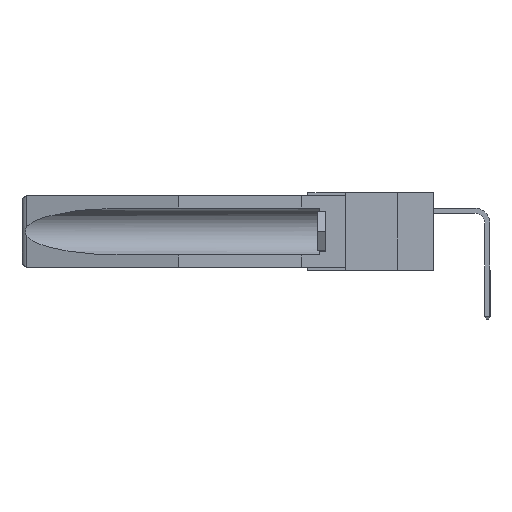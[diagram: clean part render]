
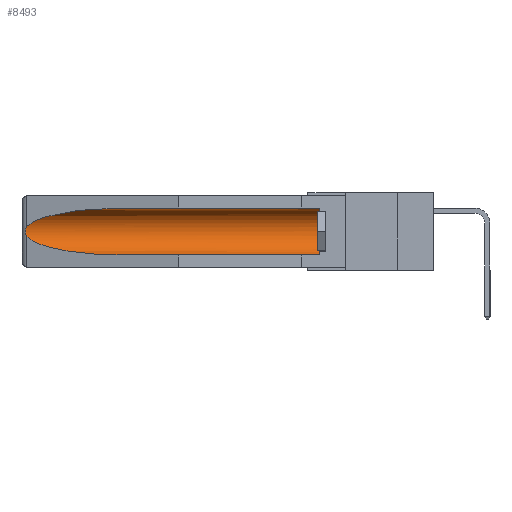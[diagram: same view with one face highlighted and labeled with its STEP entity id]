
A CAD part, left-side view. The second image highlights one B-rep face of the part: STEP entity #8493.
In plain terms, the highlighted cylindrical face has radius 2.857 mm (diameter 5.715 mm), a partial arc.
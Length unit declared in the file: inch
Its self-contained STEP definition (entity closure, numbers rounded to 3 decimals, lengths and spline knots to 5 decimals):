
#97 = CARTESIAN_POINT ( 'NONE',  ( 0.155, 0.126, -0.1715 ) ) ;
#583 = CARTESIAN_POINT ( 'NONE',  ( 0.155, -0.30754, -0.1715 ) ) ;
#622 = CIRCLE ( 'NONE', #27014, 0.1125 ) ;
#2139 = CARTESIAN_POINT ( 'NONE',  ( 0.25451, 1.48313, -0.24835 ) ) ;
#2678 = CARTESIAN_POINT ( 'NONE',  ( 0.26597, 1.52961, -0.15275 ) ) ;
#2753 = CARTESIAN_POINT ( 'NONE',  ( 0.155, 0.126, -0.284 ) ) ;
#2773 = CARTESIAN_POINT ( 'NONE',  ( 0.26654, 1.53092, -0.15636 ) ) ;
#2871 = ORIENTED_EDGE ( 'NONE', *, *, #18113, .T. ) ;
#4450 = FACE_OUTER_BOUND ( 'NONE', #8225, .T. ) ;
#4536 = EDGE_CURVE ( 'NONE', #15294, #5145, #15274, .T. ) ;
#4697 = CARTESIAN_POINT ( 'NONE',  ( 0.155, -0.30754, -0.059 ) ) ;
#4898 = ORIENTED_EDGE ( 'NONE', *, *, #13812, .T. ) ;
#5145 = VERTEX_POINT ( 'NONE', #6884 ) ;
#6612 = DIRECTION ( 'NONE',  ( 0., 0., 1. ) ) ;
#6884 = CARTESIAN_POINT ( 'NONE',  ( 0.155, 1.07973, -0.059 ) ) ;
#7187 = DIRECTION ( 'NONE',  ( 0., 0., 1. ) ) ;
#7288 = VERTEX_POINT ( 'NONE', #8958 ) ;
#8225 = EDGE_LOOP ( 'NONE', ( #18739, #12969, #2871, #12757, #4898, #8412 ) ) ;
#8412 = ORIENTED_EDGE ( 'NONE', *, *, #4536, .T. ) ;
#8493 = ADVANCED_FACE ( 'NONE', ( #4450 ), #19110, .F. ) ;
#8950 = CARTESIAN_POINT ( 'NONE',  ( 0.26597, 1.5296, -0.19026 ) ) ;
#8958 = CARTESIAN_POINT ( 'NONE',  ( 0.26537, 1.52718, -0.19328 ) ) ;
#8997 = LINE ( 'NONE', #21490, #12747 ) ;
#9076 = DIRECTION ( 'NONE',  ( 0., 1., 0. ) ) ;
#9259 =( BOUNDED_CURVE ( )  B_SPLINE_CURVE ( 3, ( #16099, #22770, #24240, #13054 ),
 .UNSPECIFIED., .F., .F. ) 
 B_SPLINE_CURVE_WITH_KNOTS ( ( 4, 4 ),
 ( 4.71239, 6.08839 ),
 .UNSPECIFIED. ) 
 CURVE ( )  GEOMETRIC_REPRESENTATION_ITEM ( )  RATIONAL_B_SPLINE_CURVE ( ( 1., 0.848, 0.848, 1. ) ) 
 REPRESENTATION_ITEM ( '' )  );
#10097 = B_SPLINE_CURVE_WITH_KNOTS ( 'NONE', 3,
 ( #13434, #2678, #2773, #20094, #18051, #11129, #24626, #11415, #8950, #26827 ),
 .UNSPECIFIED., .F., .F.,
 ( 4, 2, 2, 2, 4 ),
 ( 0., 0.00029, 0.00058, 0.00087, 0.00117 ),
 .UNSPECIFIED. ) ;
#11056 = CARTESIAN_POINT ( 'NONE',  ( 0.155, 1.07973, -0.284 ) ) ;
#11129 = CARTESIAN_POINT ( 'NONE',  ( 0.2675, 1.53308, -0.17534 ) ) ;
#11135 = DIRECTION ( 'NONE',  ( 0., 1., 0. ) ) ;
#11415 = CARTESIAN_POINT ( 'NONE',  ( 0.26655, 1.53094, -0.18657 ) ) ;
#12747 = VECTOR ( 'NONE', #16845, 39.37008 ) ;
#12757 = ORIENTED_EDGE ( 'NONE', *, *, #26943, .F. ) ;
#12969 = ORIENTED_EDGE ( 'NONE', *, *, #24904, .T. ) ;
#13054 = CARTESIAN_POINT ( 'NONE',  ( 0.26537, 1.52718, -0.14972 ) ) ;
#13281 = VERTEX_POINT ( 'NONE', #27674 ) ;
#13434 = CARTESIAN_POINT ( 'NONE',  ( 0.26537, 1.52718, -0.14972 ) ) ;
#13806 = AXIS2_PLACEMENT_3D ( 'NONE', #583, #9076, #7187 ) ;
#13812 = EDGE_CURVE ( 'NONE', #18799, #15294, #622, .T. ) ;
#14531 = VECTOR ( 'NONE', #11135, 39.37008 ) ;
#15274 = LINE ( 'NONE', #4697, #14531 ) ;
#15294 = VERTEX_POINT ( 'NONE', #19590 ) ;
#15416 = DIRECTION ( 'NONE',  ( 0., -1., 0. ) ) ;
#15429 = CARTESIAN_POINT ( 'NONE',  ( 0.21114, 1.30732, -0.284 ) ) ;
#16099 = CARTESIAN_POINT ( 'NONE',  ( 0.155, 1.07973, -0.059 ) ) ;
#16845 = DIRECTION ( 'NONE',  ( 0., 1., 0. ) ) ;
#17699 = CARTESIAN_POINT ( 'NONE',  ( 0.26537, 1.52718, -0.19328 ) ) ;
#18051 = CARTESIAN_POINT ( 'NONE',  ( 0.2675, 1.53308, -0.16763 ) ) ;
#18113 = EDGE_CURVE ( 'NONE', #7288, #19716, #21976, .T. ) ;
#18739 = ORIENTED_EDGE ( 'NONE', *, *, #20391, .T. ) ;
#18799 = VERTEX_POINT ( 'NONE', #2753 ) ;
#19110 = CYLINDRICAL_SURFACE ( 'NONE', #13806, 0.1125 ) ;
#19590 = CARTESIAN_POINT ( 'NONE',  ( 0.155, 0.126, -0.059 ) ) ;
#19716 = VERTEX_POINT ( 'NONE', #25972 ) ;
#20094 = CARTESIAN_POINT ( 'NONE',  ( 0.2673, 1.5327, -0.16383 ) ) ;
#20391 = EDGE_CURVE ( 'NONE', #5145, #13281, #9259, .T. ) ;
#21490 = CARTESIAN_POINT ( 'NONE',  ( 0.155, -0.30754, -0.284 ) ) ;
#21976 =( BOUNDED_CURVE ( )  B_SPLINE_CURVE ( 3, ( #17699, #2139, #15429, #11056 ),
 .UNSPECIFIED., .F., .F. ) 
 B_SPLINE_CURVE_WITH_KNOTS ( ( 4, 4 ),
 ( 0.1948, 1.5708 ),
 .UNSPECIFIED. ) 
 CURVE ( )  GEOMETRIC_REPRESENTATION_ITEM ( )  RATIONAL_B_SPLINE_CURVE ( ( 1., 0.848, 0.848, 1. ) ) 
 REPRESENTATION_ITEM ( '' )  );
#22770 = CARTESIAN_POINT ( 'NONE',  ( 0.21114, 1.30732, -0.059 ) ) ;
#24240 = CARTESIAN_POINT ( 'NONE',  ( 0.25451, 1.48313, -0.09465 ) ) ;
#24626 = CARTESIAN_POINT ( 'NONE',  ( 0.2673, 1.53269, -0.17917 ) ) ;
#24904 = EDGE_CURVE ( 'NONE', #13281, #7288, #10097, .T. ) ;
#25972 = CARTESIAN_POINT ( 'NONE',  ( 0.155, 1.07973, -0.284 ) ) ;
#26827 = CARTESIAN_POINT ( 'NONE',  ( 0.26537, 1.52718, -0.19328 ) ) ;
#26943 = EDGE_CURVE ( 'NONE', #18799, #19716, #8997, .T. ) ;
#27014 = AXIS2_PLACEMENT_3D ( 'NONE', #97, #15416, #6612 ) ;
#27674 = CARTESIAN_POINT ( 'NONE',  ( 0.26537, 1.52718, -0.14972 ) ) ;
